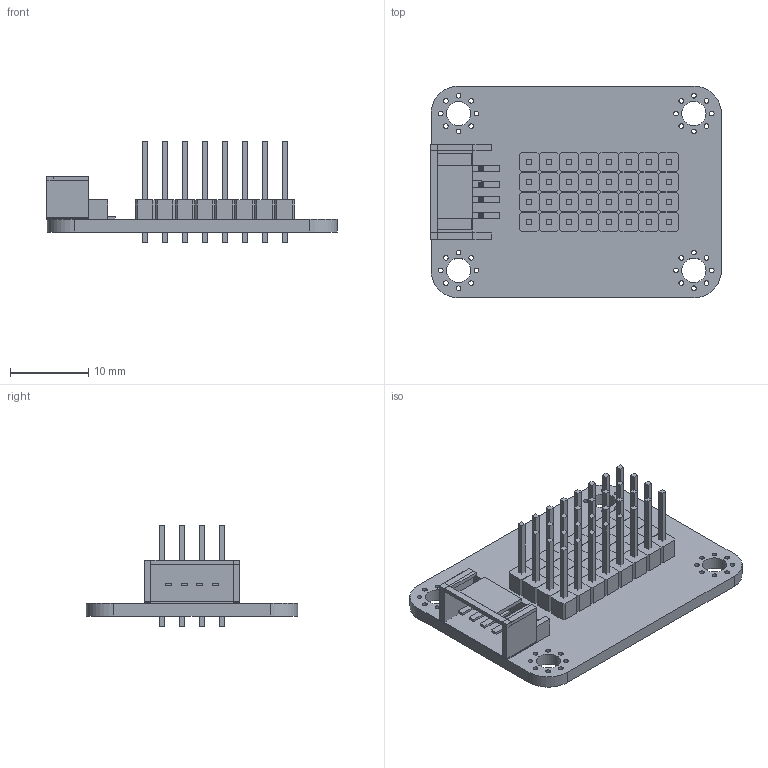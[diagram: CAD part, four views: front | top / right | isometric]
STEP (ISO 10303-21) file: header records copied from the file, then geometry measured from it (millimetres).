
FILE_DESCRIPTION(('Open CASCADE Model'),'2;1');
FILE_NAME('Open CASCADE Shape Model','2024-03-21T10:31:18',('Author'),( 'Open CASCADE'),'Open CASCADE STEP processor 6.8','Open CASCADE 6.8' ,'Unknown');
FILE_SCHEMA(('AUTOMOTIVE_DESIGN { 1 0 10303 214 1 1 1 1 }'));
Length unit declared in the file: millimetre
Products named in the file (33): PCB; Board; J5; 620445176; Extruded; 620444088; J3; 620445312; J2; 620445448; J1; 620254896; 620444224; 620444360; 620444496; 620444632; 620444768; 620444904; 620445040; J4; 620443952
Assembly tree (97 placements, depth 4):
  PCB
    Board
    J5
      620445176  x8
        Extruded
      620444088  x8
        Extruded
    J3
      620445312  x8
        Extruded
      620444088  x8
        Extruded
    J2
      620445448  x8
        Extruded
      620444088  x8
        Extruded
    J1
      620254896  x4
        Extruded
      620444224
        Extruded
      620444360  x2
        Extruded
      620444496
        Extruded
      620444632
        Extruded
      620444768  x2
        Extruded
      620444904  x2
        Extruded
      620445040
        Extruded
    J4
      620443952  x8
        Extruded
      620444088  x8
        Extruded
Bounding box: 37.06 x 27 x 13 mm (x, y, z)
Volume: 2270 mm3; surface area: 5268.6 mm2
Topology: 79 solids, 79 shells, 814 faces, 1968 edges, 1312 vertices
Faces by surface type: plane 742, cylinder 72
Full cylindrical faces by diameter (mm): 0.6 x32, 0.9 x32, 3.1 x4
Entity records: 14840 total; most frequent: DIRECTION 2357, CARTESIAN_POINT 2322, LINE 1323, VECTOR 1323, ORIENTED_EDGE 1074, PCURVE 1074, DEFINITIONAL_REPRESENTATION 1074, EDGE_CURVE 537
